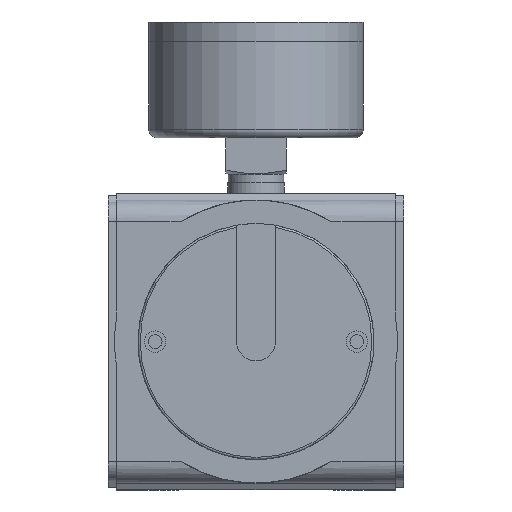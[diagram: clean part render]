
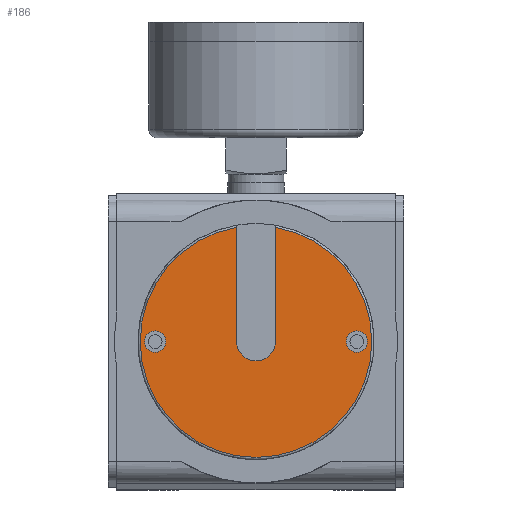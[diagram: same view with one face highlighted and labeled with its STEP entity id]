
A CAD part, front view. The second image highlights one B-rep face of the part: STEP entity #186.
In plain terms, the highlighted planar face has unit normal (0, -1, 0).
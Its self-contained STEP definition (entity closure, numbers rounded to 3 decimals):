
#186 = ADVANCED_FACE( '', ( #469, #470, #471 ), #472, .F. );
#469 = FACE_OUTER_BOUND( '', #1058, .T. );
#470 = FACE_BOUND( '', #1059, .T. );
#471 = FACE_BOUND( '', #1060, .T. );
#472 = PLANE( '', #1061 );
#1058 = EDGE_LOOP( '', ( #1726, #1727, #1728, #1729 ) );
#1059 = EDGE_LOOP( '', ( #1730 ) );
#1060 = EDGE_LOOP( '', ( #1731 ) );
#1061 = AXIS2_PLACEMENT_3D( '', #1732, #1733, #1734 );
#1726 = ORIENTED_EDGE( '', *, *, #3627, .F. );
#1727 = ORIENTED_EDGE( '', *, *, #3633, .F. );
#1728 = ORIENTED_EDGE( '', *, *, #3629, .F. );
#1729 = ORIENTED_EDGE( '', *, *, #3634, .T. );
#1730 = ORIENTED_EDGE( '', *, *, #3635, .F. );
#1731 = ORIENTED_EDGE( '', *, *, #3636, .F. );
#1732 = CARTESIAN_POINT( '', ( 27., -1.5, 0. ) );
#1733 = DIRECTION( '', ( 0., 1., 0. ) );
#1734 = DIRECTION( '', ( 0., 0., 1. ) );
#3627 = EDGE_CURVE( '', #4261, #4263, #4264, .T. );
#3629 = EDGE_CURVE( '', #4266, #4267, #4268, .T. );
#3633 = EDGE_CURVE( '', #4267, #4261, #4274, .F. );
#3634 = EDGE_CURVE( '', #4266, #4263, #4275, .T. );
#3635 = EDGE_CURVE( '', #4276, #4276, #4277, .F. );
#3636 = EDGE_CURVE( '', #4278, #4278, #4279, .F. );
#4261 = VERTEX_POINT( '', #5394 );
#4263 = VERTEX_POINT( '', #5397 );
#4264 = LINE( '', #5398, #5399 );
#4266 = VERTEX_POINT( '', #5406 );
#4267 = VERTEX_POINT( '', #5407 );
#4268 = LINE( '', #5408, #5409 );
#4274 = CIRCLE( '', #5422, 4.5 );
#4275 = CIRCLE( '', #5423, 27. );
#4276 = VERTEX_POINT( '', #5424 );
#4277 = CIRCLE( '', #5425, 2.5 );
#4278 = VERTEX_POINT( '', #5426 );
#4279 = CIRCLE( '', #5427, 2.5 );
#5394 = CARTESIAN_POINT( '', ( 4.5, -1.5, 0. ) );
#5397 = CARTESIAN_POINT( '', ( 4.5, -1.5, 26.622 ) );
#5398 = CARTESIAN_POINT( '', ( 4.5, -1.5, 0. ) );
#5399 = VECTOR( '', #6884, 1000. );
#5406 = CARTESIAN_POINT( '', ( -4.5, -1.5, 26.622 ) );
#5407 = CARTESIAN_POINT( '', ( -4.5, -1.5, 0. ) );
#5408 = CARTESIAN_POINT( '', ( -4.5, -1.5, 0. ) );
#5409 = VECTOR( '', #6885, 1000. );
#5422 = AXIS2_PLACEMENT_3D( '', #6888, #6889, #6890 );
#5423 = AXIS2_PLACEMENT_3D( '', #6891, #6892, #6893 );
#5424 = CARTESIAN_POINT( '', ( 23.5, -1.5, 2.5 ) );
#5425 = AXIS2_PLACEMENT_3D( '', #6894, #6895, #6896 );
#5426 = CARTESIAN_POINT( '', ( -23.5, -1.5, 2.5 ) );
#5427 = AXIS2_PLACEMENT_3D( '', #6897, #6898, #6899 );
#6884 = DIRECTION( '', ( 0., 0., 1. ) );
#6885 = DIRECTION( '', ( 0., 0., -1. ) );
#6888 = CARTESIAN_POINT( '', ( 0., -1.5, 0. ) );
#6889 = DIRECTION( '', ( 0., 1., 0. ) );
#6890 = DIRECTION( '', ( 0., 0., 1. ) );
#6891 = CARTESIAN_POINT( '', ( 0., -1.5, 0. ) );
#6892 = DIRECTION( '', ( 0., -1., 0. ) );
#6893 = DIRECTION( '', ( 0., 0., -1. ) );
#6894 = CARTESIAN_POINT( '', ( 23.5, -1.5, 0. ) );
#6895 = DIRECTION( '', ( 0., 1., 0. ) );
#6896 = DIRECTION( '', ( 0., 0., 1. ) );
#6897 = CARTESIAN_POINT( '', ( -23.5, -1.5, 0. ) );
#6898 = DIRECTION( '', ( 0., 1., 0. ) );
#6899 = DIRECTION( '', ( 0., 0., 1. ) );
